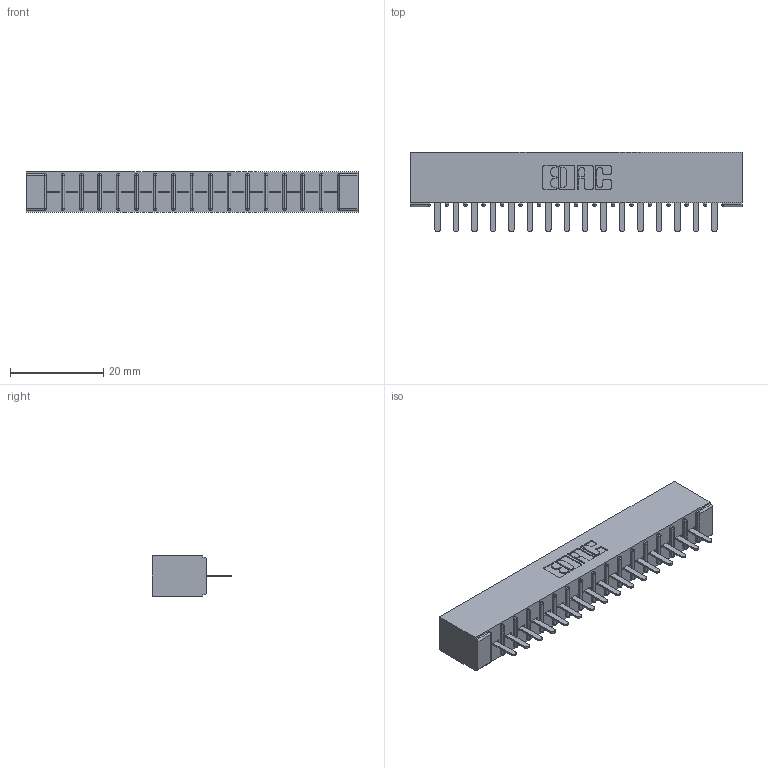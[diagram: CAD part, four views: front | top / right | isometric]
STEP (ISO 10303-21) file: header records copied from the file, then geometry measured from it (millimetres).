
FILE_DESCRIPTION (( 'STEP AP203' ), '1' );
FILE_NAME ('316-016-520-101.STEP', '2018-07-31T00:57:48', ( '' ), ( '' ), 'SwSTEP 2.0', 'SolidWorks 2016', '' );
FILE_SCHEMA (( 'CONFIG_CONTROL_DESIGN' ));
Length unit declared in the file: inch
Products named in the file (3): 306 Part_No Mounting; 306-290-001_120; 316-016-520-101
Assembly tree (17 placements, depth 2):
  316-016-520-101
    306 Part_No Mounting
    306-290-001_120  x16
Bounding box: 71.27 x 17.12 x 8.71 mm (x, y, z)
Volume: 5130.9 mm3; surface area: 7648.1 mm2
Topology: 17 solids, 17 shells, 1228 faces, 3444 edges, 2208 vertices
Faces by surface type: plane 816, cylinder 348, sphere 64
Entity records: 17967 total; most frequent: CARTESIAN_POINT 3011, ORIENTED_EDGE 2980, DIRECTION 2972, EDGE_CURVE 1490, VECTOR 1154, LINE 1154, VERTEX_POINT 948, AXIS2_PLACEMENT_3D 909
